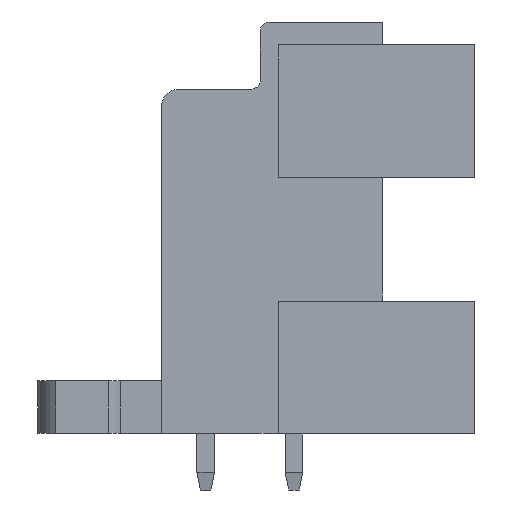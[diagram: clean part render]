
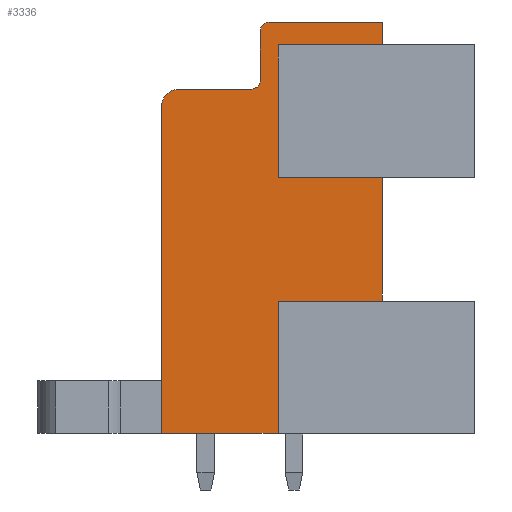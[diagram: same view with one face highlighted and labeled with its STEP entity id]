
A CAD part, left-side view. The second image highlights one B-rep face of the part: STEP entity #3336.
In plain terms, the highlighted planar face has unit normal (-1, 0, 0).
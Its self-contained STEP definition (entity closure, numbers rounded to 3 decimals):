
#1758=AXIS2_PLACEMENT_3D('Circle Axis2P3D',#1756,#1757,$) ;
#1820=AXIS2_PLACEMENT_3D('Circle Axis2P3D',#1818,#1819,$) ;
#1882=AXIS2_PLACEMENT_3D('Circle Axis2P3D',#1880,#1881,$) ;
#3307=AXIS2_PLACEMENT_3D('Plane Axis2P3D',#3304,#3305,#3306) ;
#731=CARTESIAN_POINT('Vertex',(3.5,5.2,10.7)) ;
#734=CARTESIAN_POINT('Line Origine',(3.5,8.15,10.7)) ;
#738=CARTESIAN_POINT('Vertex',(3.5,11.1,10.7)) ;
#816=CARTESIAN_POINT('Vertex',(3.5,5.2,17.7)) ;
#819=CARTESIAN_POINT('Line Origine',(3.5,5.2,14.2)) ;
#875=CARTESIAN_POINT('Vertex',(3.5,11.1,17.7)) ;
#878=CARTESIAN_POINT('Line Origine',(3.5,8.15,17.7)) ;
#1611=CARTESIAN_POINT('Vertex',(3.5,5.2,25.2)) ;
#1614=CARTESIAN_POINT('Line Origine',(3.5,8.15,25.2)) ;
#1618=CARTESIAN_POINT('Vertex',(3.5,11.1,25.2)) ;
#1691=CARTESIAN_POINT('Vertex',(3.5,5.2,26.5)) ;
#1694=CARTESIAN_POINT('Line Origine',(3.5,5.2,25.85)) ;
#1722=CARTESIAN_POINT('Vertex',(3.5,11.6,26.5)) ;
#1725=CARTESIAN_POINT('Line Origine',(3.5,8.4,26.5)) ;
#1753=CARTESIAN_POINT('Vertex',(3.5,12.1,26.)) ;
#1756=CARTESIAN_POINT('Axis2P3D Location',(3.5,11.6,26.)) ;
#1784=CARTESIAN_POINT('Vertex',(3.5,12.1,23.2)) ;
#1787=CARTESIAN_POINT('Line Origine',(3.5,12.1,24.6)) ;
#1815=CARTESIAN_POINT('Vertex',(3.5,12.6,22.7)) ;
#1818=CARTESIAN_POINT('Axis2P3D Location',(3.5,12.6,23.2)) ;
#1846=CARTESIAN_POINT('Vertex',(3.5,16.7,22.7)) ;
#1849=CARTESIAN_POINT('Line Origine',(3.5,14.65,22.7)) ;
#1877=CARTESIAN_POINT('Vertex',(3.5,17.7,21.7)) ;
#1880=CARTESIAN_POINT('Axis2P3D Location',(3.5,16.7,21.7)) ;
#1959=CARTESIAN_POINT('Vertex',(3.5,17.7,3.2)) ;
#1962=CARTESIAN_POINT('Line Origine',(3.5,17.7,12.45)) ;
#2054=CARTESIAN_POINT('Vertex',(3.5,11.1,3.2)) ;
#2057=CARTESIAN_POINT('Line Origine',(3.5,14.4,3.2)) ;
#3304=CARTESIAN_POINT('Axis2P3D Location',(3.5,0.,0.)) ;
#3309=CARTESIAN_POINT('Line Origine',(3.5,11.1,21.45)) ;
#3314=CARTESIAN_POINT('Line Origine',(3.5,11.1,6.95)) ;
#735=DIRECTION('Vector Direction',(0.,-1.,0.)) ;
#820=DIRECTION('Vector Direction',(0.,0.,-1.)) ;
#879=DIRECTION('Vector Direction',(0.,1.,0.)) ;
#1615=DIRECTION('Vector Direction',(0.,-1.,0.)) ;
#1695=DIRECTION('Vector Direction',(0.,0.,-1.)) ;
#1726=DIRECTION('Vector Direction',(0.,-1.,0.)) ;
#1757=DIRECTION('Axis2P3D Direction',(-1.,0.,0.)) ;
#1788=DIRECTION('Vector Direction',(0.,0.,1.)) ;
#1819=DIRECTION('Axis2P3D Direction',(-1.,0.,0.)) ;
#1850=DIRECTION('Vector Direction',(0.,-1.,0.)) ;
#1881=DIRECTION('Axis2P3D Direction',(-1.,0.,0.)) ;
#1963=DIRECTION('Vector Direction',(0.,0.,1.)) ;
#2058=DIRECTION('Vector Direction',(0.,1.,0.)) ;
#3305=DIRECTION('Axis2P3D Direction',(-1.,0.,0.)) ;
#3306=DIRECTION('Axis2P3D XDirection',(0.,-1.,0.)) ;
#3310=DIRECTION('Vector Direction',(0.,0.,1.)) ;
#3315=DIRECTION('Vector Direction',(0.,0.,1.)) ;
#736=VECTOR('Line Direction',#735,1.) ;
#821=VECTOR('Line Direction',#820,1.) ;
#880=VECTOR('Line Direction',#879,1.) ;
#1616=VECTOR('Line Direction',#1615,1.) ;
#1696=VECTOR('Line Direction',#1695,1.) ;
#1727=VECTOR('Line Direction',#1726,1.) ;
#1789=VECTOR('Line Direction',#1788,1.) ;
#1851=VECTOR('Line Direction',#1850,1.) ;
#1964=VECTOR('Line Direction',#1963,1.) ;
#2059=VECTOR('Line Direction',#2058,1.) ;
#3311=VECTOR('Line Direction',#3310,1.) ;
#3316=VECTOR('Line Direction',#3315,1.) ;
#3320=ORIENTED_EDGE('',*,*,#882,.F.) ;
#3321=ORIENTED_EDGE('',*,*,#3313,.F.) ;
#3322=ORIENTED_EDGE('',*,*,#1620,.F.) ;
#3323=ORIENTED_EDGE('',*,*,#1698,.T.) ;
#3324=ORIENTED_EDGE('',*,*,#1729,.T.) ;
#3325=ORIENTED_EDGE('',*,*,#1760,.T.) ;
#3326=ORIENTED_EDGE('',*,*,#1791,.T.) ;
#3327=ORIENTED_EDGE('',*,*,#1822,.T.) ;
#3328=ORIENTED_EDGE('',*,*,#1853,.T.) ;
#3329=ORIENTED_EDGE('',*,*,#1884,.T.) ;
#3330=ORIENTED_EDGE('',*,*,#1966,.T.) ;
#3331=ORIENTED_EDGE('',*,*,#2061,.T.) ;
#3332=ORIENTED_EDGE('',*,*,#3318,.F.) ;
#3333=ORIENTED_EDGE('',*,*,#740,.F.) ;
#3334=ORIENTED_EDGE('',*,*,#823,.T.) ;
#3336=ADVANCED_FACE('Housing',(#3335),#3308,.T.) ;
#1759=CIRCLE('generated circle',#1758,0.5) ;
#1821=CIRCLE('generated circle',#1820,0.5) ;
#1883=CIRCLE('generated circle',#1882,1.) ;
#740=EDGE_CURVE('',#732,#739,#737,.F.) ;
#823=EDGE_CURVE('',#732,#817,#822,.F.) ;
#882=EDGE_CURVE('',#876,#817,#881,.F.) ;
#1620=EDGE_CURVE('',#1612,#1619,#1617,.F.) ;
#1698=EDGE_CURVE('',#1612,#1692,#1697,.F.) ;
#1729=EDGE_CURVE('',#1692,#1723,#1728,.F.) ;
#1760=EDGE_CURVE('',#1723,#1754,#1759,.T.) ;
#1791=EDGE_CURVE('',#1754,#1785,#1790,.F.) ;
#1822=EDGE_CURVE('',#1785,#1816,#1821,.F.) ;
#1853=EDGE_CURVE('',#1816,#1847,#1852,.F.) ;
#1884=EDGE_CURVE('',#1847,#1878,#1883,.T.) ;
#1966=EDGE_CURVE('',#1878,#1960,#1965,.F.) ;
#2061=EDGE_CURVE('',#1960,#2055,#2060,.F.) ;
#3313=EDGE_CURVE('',#1619,#876,#3312,.F.) ;
#3318=EDGE_CURVE('',#739,#2055,#3317,.F.) ;
#3319=EDGE_LOOP('',(#3320,#3321,#3322,#3323,#3324,#3325,#3326,#3327,#3328,#3329,#3330,#3331,#3332,#3333,#3334)) ;
#3335=FACE_OUTER_BOUND('',#3319,.T.) ;
#737=LINE('Line',#734,#736) ;
#822=LINE('Line',#819,#821) ;
#881=LINE('Line',#878,#880) ;
#1617=LINE('Line',#1614,#1616) ;
#1697=LINE('Line',#1694,#1696) ;
#1728=LINE('Line',#1725,#1727) ;
#1790=LINE('Line',#1787,#1789) ;
#1852=LINE('Line',#1849,#1851) ;
#1965=LINE('Line',#1962,#1964) ;
#2060=LINE('Line',#2057,#2059) ;
#3312=LINE('Line',#3309,#3311) ;
#3317=LINE('Line',#3314,#3316) ;
#3308=PLANE('',#3307) ;
#732=VERTEX_POINT('',#731) ;
#739=VERTEX_POINT('',#738) ;
#817=VERTEX_POINT('',#816) ;
#876=VERTEX_POINT('',#875) ;
#1612=VERTEX_POINT('',#1611) ;
#1619=VERTEX_POINT('',#1618) ;
#1692=VERTEX_POINT('',#1691) ;
#1723=VERTEX_POINT('',#1722) ;
#1754=VERTEX_POINT('',#1753) ;
#1785=VERTEX_POINT('',#1784) ;
#1816=VERTEX_POINT('',#1815) ;
#1847=VERTEX_POINT('',#1846) ;
#1878=VERTEX_POINT('',#1877) ;
#1960=VERTEX_POINT('',#1959) ;
#2055=VERTEX_POINT('',#2054) ;
